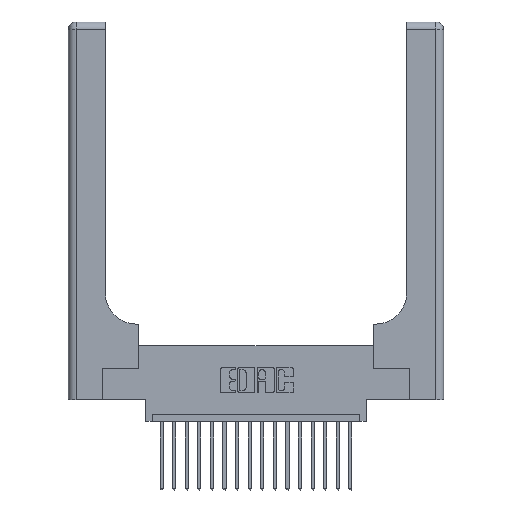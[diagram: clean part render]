
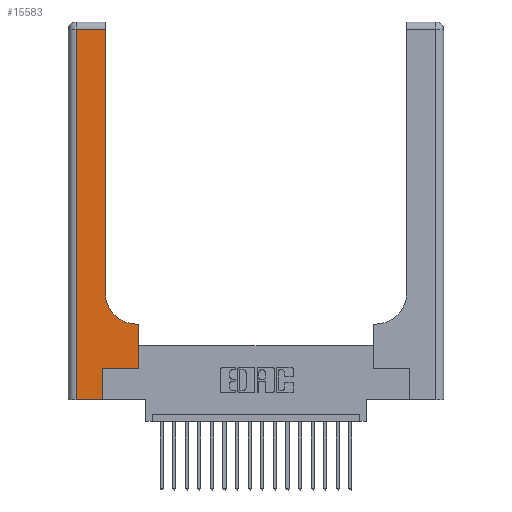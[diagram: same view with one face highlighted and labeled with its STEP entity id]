
A CAD part, top view. The second image highlights one B-rep face of the part: STEP entity #15583.
In plain terms, the highlighted planar face has unit normal (0, 0, 1).
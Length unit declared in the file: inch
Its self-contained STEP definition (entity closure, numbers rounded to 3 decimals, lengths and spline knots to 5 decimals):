
#57 = CARTESIAN_POINT ( 'NONE',  ( 0., 3., 0.37 ) ) ;
#204 = CARTESIAN_POINT ( 'NONE',  ( 0., 0., 0.37 ) ) ;
#592 = VECTOR ( 'NONE', #1083, 39.37008 ) ;
#1083 = DIRECTION ( 'NONE',  ( 0., 1., 0. ) ) ;
#1227 = DIRECTION ( 'NONE',  ( 1., 0., 0. ) ) ;
#1346 = ORIENTED_EDGE ( 'NONE', *, *, #15492, .T. ) ;
#1412 = EDGE_CURVE ( 'NONE', #10205, #11272, #7621, .T. ) ;
#1470 = ORIENTED_EDGE ( 'NONE', *, *, #8307, .T. ) ;
#2222 = CARTESIAN_POINT ( 'NONE',  ( 0.2915, 0.85, 0.37 ) ) ;
#2553 = EDGE_CURVE ( 'NONE', #11272, #11742, #12400, .T. ) ;
#3034 = CARTESIAN_POINT ( 'NONE',  ( 0.5585, 0.25, 0.37 ) ) ;
#3117 = LINE ( 'NONE', #4307, #592 ) ;
#3180 = VECTOR ( 'NONE', #17560, 39.37008 ) ;
#3263 = CARTESIAN_POINT ( 'NONE',  ( 0.2915, 2.94, 0.37 ) ) ;
#3397 = ORIENTED_EDGE ( 'NONE', *, *, #19259, .T. ) ;
#4126 = CARTESIAN_POINT ( 'NONE',  ( 0.06, 2.94, 0.37 ) ) ;
#4307 = CARTESIAN_POINT ( 'NONE',  ( 0.269, 0., 0.37 ) ) ;
#4524 = ORIENTED_EDGE ( 'NONE', *, *, #15992, .T. ) ;
#4633 = DIRECTION ( 'NONE',  ( 0., 1., 0. ) ) ;
#4748 = DIRECTION ( 'NONE',  ( -1., 0., 0. ) ) ;
#5181 = VERTEX_POINT ( 'NONE', #19226 ) ;
#5438 = CARTESIAN_POINT ( 'NONE',  ( 0.269, 0., 0.37 ) ) ;
#5494 = LINE ( 'NONE', #204, #9048 ) ;
#6196 = VECTOR ( 'NONE', #4633, 39.37008 ) ;
#7248 = CARTESIAN_POINT ( 'NONE',  ( 0.269, 0.25, 0.37 ) ) ;
#7315 = LINE ( 'NONE', #13781, #11857 ) ;
#7450 = LINE ( 'NONE', #15934, #3180 ) ;
#7605 = EDGE_CURVE ( 'NONE', #11742, #8106, #17925, .T. ) ;
#7621 = CIRCLE ( 'NONE', #10811, 0.25 ) ;
#7785 = VERTEX_POINT ( 'NONE', #14752 ) ;
#8040 = AXIS2_PLACEMENT_3D ( 'NONE', #57, #11223, #19290 ) ;
#8106 = VERTEX_POINT ( 'NONE', #4126 ) ;
#8307 = EDGE_CURVE ( 'NONE', #7785, #12144, #5494, .T. ) ;
#8536 = EDGE_LOOP ( 'NONE', ( #12061, #20191, #3397, #1470, #8861, #1346, #19658, #4524, #20535 ) ) ;
#8861 = ORIENTED_EDGE ( 'NONE', *, *, #14195, .T. ) ;
#9048 = VECTOR ( 'NONE', #19442, 39.37008 ) ;
#9077 = CARTESIAN_POINT ( 'NONE',  ( 0.269, 0.25, 0.37 ) ) ;
#9340 = CARTESIAN_POINT ( 'NONE',  ( 0.5415, 0.85, 0.37 ) ) ;
#9374 = CARTESIAN_POINT ( 'NONE',  ( 0.5415, 0.6, 0.37 ) ) ;
#9375 = LINE ( 'NONE', #9077, #9892 ) ;
#9581 = CARTESIAN_POINT ( 'NONE',  ( 0., 2.94, 0.37 ) ) ;
#9631 = FACE_OUTER_BOUND ( 'NONE', #8536, .T. ) ;
#9892 = VECTOR ( 'NONE', #10719, 39.37008 ) ;
#10205 = VERTEX_POINT ( 'NONE', #9374 ) ;
#10719 = DIRECTION ( 'NONE',  ( 1., 0., 0. ) ) ;
#10811 = AXIS2_PLACEMENT_3D ( 'NONE', #9340, #20606, #1227 ) ;
#11223 = DIRECTION ( 'NONE',  ( 0., 0., -1. ) ) ;
#11272 = VERTEX_POINT ( 'NONE', #2222 ) ;
#11742 = VERTEX_POINT ( 'NONE', #3263 ) ;
#11857 = VECTOR ( 'NONE', #15753, 39.37008 ) ;
#12061 = ORIENTED_EDGE ( 'NONE', *, *, #2553, .T. ) ;
#12144 = VERTEX_POINT ( 'NONE', #5438 ) ;
#12243 = EDGE_CURVE ( 'NONE', #5181, #20283, #15794, .T. ) ;
#12400 = LINE ( 'NONE', #13153, #16968 ) ;
#13153 = CARTESIAN_POINT ( 'NONE',  ( 0.2915, 3., 0.37 ) ) ;
#13781 = CARTESIAN_POINT ( 'NONE',  ( 0.2915, 0.6, 0.37 ) ) ;
#14195 = EDGE_CURVE ( 'NONE', #12144, #18970, #3117, .T. ) ;
#14752 = CARTESIAN_POINT ( 'NONE',  ( 0.06, 0., 0.37 ) ) ;
#15492 = EDGE_CURVE ( 'NONE', #18970, #5181, #9375, .T. ) ;
#15583 = ADVANCED_FACE ( 'NONE', ( #9631 ), #20846, .F. ) ;
#15753 = DIRECTION ( 'NONE',  ( -1., 0., 0. ) ) ;
#15794 = LINE ( 'NONE', #3034, #6196 ) ;
#15934 = CARTESIAN_POINT ( 'NONE',  ( 0.06, 3., 0.37 ) ) ;
#15992 = EDGE_CURVE ( 'NONE', #20283, #10205, #7315, .T. ) ;
#16854 = CARTESIAN_POINT ( 'NONE',  ( 0.5585, 0.6, 0.37 ) ) ;
#16968 = VECTOR ( 'NONE', #19642, 39.37008 ) ;
#17560 = DIRECTION ( 'NONE',  ( 0., -1., 0. ) ) ;
#17925 = LINE ( 'NONE', #9581, #18890 ) ;
#18890 = VECTOR ( 'NONE', #4748, 39.37008 ) ;
#18970 = VERTEX_POINT ( 'NONE', #7248 ) ;
#19226 = CARTESIAN_POINT ( 'NONE',  ( 0.5585, 0.25, 0.37 ) ) ;
#19259 = EDGE_CURVE ( 'NONE', #8106, #7785, #7450, .T. ) ;
#19290 = DIRECTION ( 'NONE',  ( -1., 0., 0. ) ) ;
#19442 = DIRECTION ( 'NONE',  ( 1., 0., 0. ) ) ;
#19642 = DIRECTION ( 'NONE',  ( 0., 1., 0. ) ) ;
#19658 = ORIENTED_EDGE ( 'NONE', *, *, #12243, .T. ) ;
#20191 = ORIENTED_EDGE ( 'NONE', *, *, #7605, .T. ) ;
#20283 = VERTEX_POINT ( 'NONE', #16854 ) ;
#20535 = ORIENTED_EDGE ( 'NONE', *, *, #1412, .T. ) ;
#20606 = DIRECTION ( 'NONE',  ( 0., 0., -1. ) ) ;
#20846 = PLANE ( 'NONE',  #8040 ) ;
